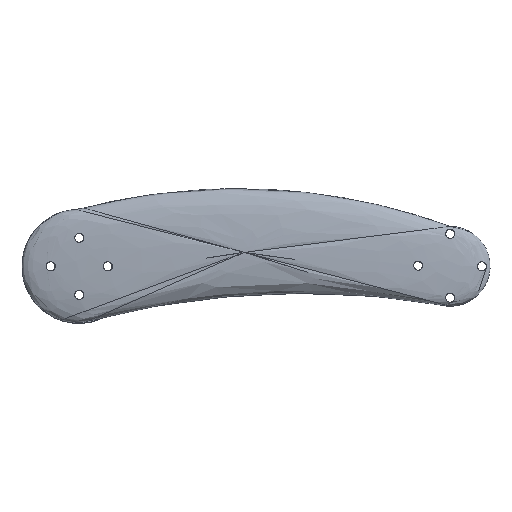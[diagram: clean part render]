
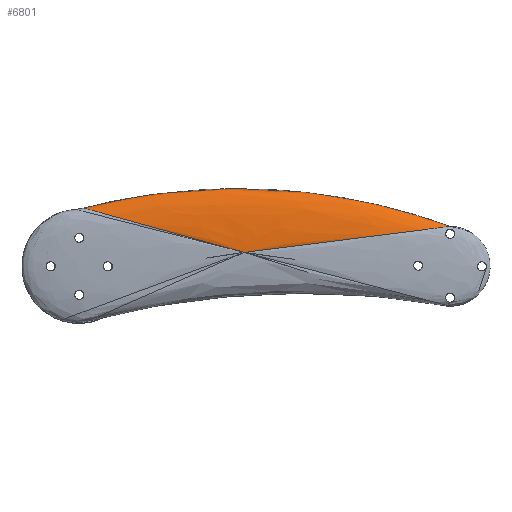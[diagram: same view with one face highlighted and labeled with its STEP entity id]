
A CAD part, top view. The second image highlights one B-rep face of the part: STEP entity #6801.
In plain terms, the highlighted free-form (B-spline) face has degree [3, 2] with [4, 3] control points.
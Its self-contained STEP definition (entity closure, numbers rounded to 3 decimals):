
#95 = CARTESIAN_POINT ( 'NONE',  ( 2.325, 25.521, 25.977 ) ) ;
#811 = DIRECTION ( 'NONE',  ( 0.011, 0., 1. ) ) ;
#1127 = FACE_OUTER_BOUND ( 'NONE', #6385, .T. ) ;
#1161 = ORIENTED_EDGE ( 'NONE', *, *, #10388, .T. ) ;
#1353 = CARTESIAN_POINT ( 'NONE',  ( 72.45, 6.088, 25.228 ) ) ;
#1589 = B_SPLINE_CURVE_WITH_KNOTS ( 'NONE', 2,
 ( #6260, #2579, #7297 ),
 .UNSPECIFIED., .F., .F.,
 ( 3, 3 ),
 ( 0., 1. ),
 .UNSPECIFIED. ) ;
#2007 = CARTESIAN_POINT ( 'NONE',  ( 2.25, 25.521, 18.977 ) ) ;
#2579 = CARTESIAN_POINT ( 'NONE',  ( 162.901, 17.491, 24.262 ) ) ;
#2636 = EDGE_CURVE ( 'NONE', #7208, #7132, #1589, .T. ) ;
#2669 = CARTESIAN_POINT ( 'NONE',  ( 2.325, 25.521, 25.977 ) ) ;
#2929 =( BOUNDED_SURFACE ( )  B_SPLINE_SURFACE ( 3, 2, ( 
 ( #4805, #8376, #9405 ),
 ( #10307, #4626, #1353 ),
 ( #3781, #2999, #6681 ),
 ( #5650, #95, #6505 ) ),
 .UNSPECIFIED., .F., .F., .F. ) 
 B_SPLINE_SURFACE_WITH_KNOTS ( ( 4, 4 ),
 ( 3, 3 ),
 ( 0., 1. ),
 ( 0., 1. ),
 .UNSPECIFIED. ) 
 GEOMETRIC_REPRESENTATION_ITEM ( )  RATIONAL_B_SPLINE_SURFACE ( (
 ( 1., 1., 1.),
 ( 0.97, 0.97, 0.97),
 ( 0.97, 0.97, 0.97),
 ( 1., 1., 1.) ) ) 
 REPRESENTATION_ITEM ( '' )  SURFACE ( )  );
#2977 = EDGE_CURVE ( 'NONE', #7208, #8101, #3335, .T. ) ;
#2999 = CARTESIAN_POINT ( 'NONE',  ( 55.838, 39.321, 25.405 ) ) ;
#3077 = ORIENTED_EDGE ( 'NONE', *, *, #2636, .F. ) ;
#3335 = CIRCLE ( 'NONE', #9297, 270. ) ;
#3781 = CARTESIAN_POINT ( 'NONE',  ( 55.763, 39.321, 18.405 ) ) ;
#4626 = CARTESIAN_POINT ( 'NONE',  ( 111.032, 36.561, 24.816 ) ) ;
#4747 = ORIENTED_EDGE ( 'NONE', *, *, #2977, .T. ) ;
#4805 = CARTESIAN_POINT ( 'NONE',  ( 162.827, 17.491, 17.262 ) ) ;
#5338 = B_SPLINE_CURVE_WITH_KNOTS ( 'NONE', 2,
 ( #8165, #2669, #10821 ),
 .UNSPECIFIED., .F., .F.,
 ( 3, 3 ),
 ( 0., 1. ),
 .UNSPECIFIED. ) ;
#5650 = CARTESIAN_POINT ( 'NONE',  ( 2.25, 25.521, 18.977 ) ) ;
#6182 = DIRECTION ( 'NONE',  ( -0.707, -0.707, 0.008 ) ) ;
#6260 = CARTESIAN_POINT ( 'NONE',  ( 162.827, 17.491, 17.262 ) ) ;
#6385 = EDGE_LOOP ( 'NONE', ( #4747, #1161, #3077 ) ) ;
#6505 = CARTESIAN_POINT ( 'NONE',  ( 72.45, 6.088, 25.228 ) ) ;
#6681 = CARTESIAN_POINT ( 'NONE',  ( 72.45, 6.088, 25.228 ) ) ;
#6801 = ADVANCED_FACE ( 'NONE', ( #1127 ), #2929, .T. ) ;
#7132 = VERTEX_POINT ( 'NONE', #11129 ) ;
#7208 = VERTEX_POINT ( 'NONE', #11246 ) ;
#7297 = CARTESIAN_POINT ( 'NONE',  ( 72.45, 6.088, 25.228 ) ) ;
#8101 = VERTEX_POINT ( 'NONE', #2007 ) ;
#8165 = CARTESIAN_POINT ( 'NONE',  ( 2.25, 25.521, 18.977 ) ) ;
#8376 = CARTESIAN_POINT ( 'NONE',  ( 162.901, 17.491, 24.262 ) ) ;
#9297 = AXIS2_PLACEMENT_3D ( 'NONE', #9871, #811, #6182 ) ;
#9405 = CARTESIAN_POINT ( 'NONE',  ( 72.45, 6.088, 25.228 ) ) ;
#9871 = CARTESIAN_POINT ( 'NONE',  ( 69.668, -235.926, 18.257 ) ) ;
#10307 = CARTESIAN_POINT ( 'NONE',  ( 110.957, 36.561, 17.816 ) ) ;
#10388 = EDGE_CURVE ( 'NONE', #8101, #7132, #5338, .T. ) ;
#10821 = CARTESIAN_POINT ( 'NONE',  ( 72.45, 6.088, 25.228 ) ) ;
#11129 = CARTESIAN_POINT ( 'NONE',  ( 72.45, 6.088, 25.228 ) ) ;
#11246 = CARTESIAN_POINT ( 'NONE',  ( 162.827, 17.491, 17.262 ) ) ;
